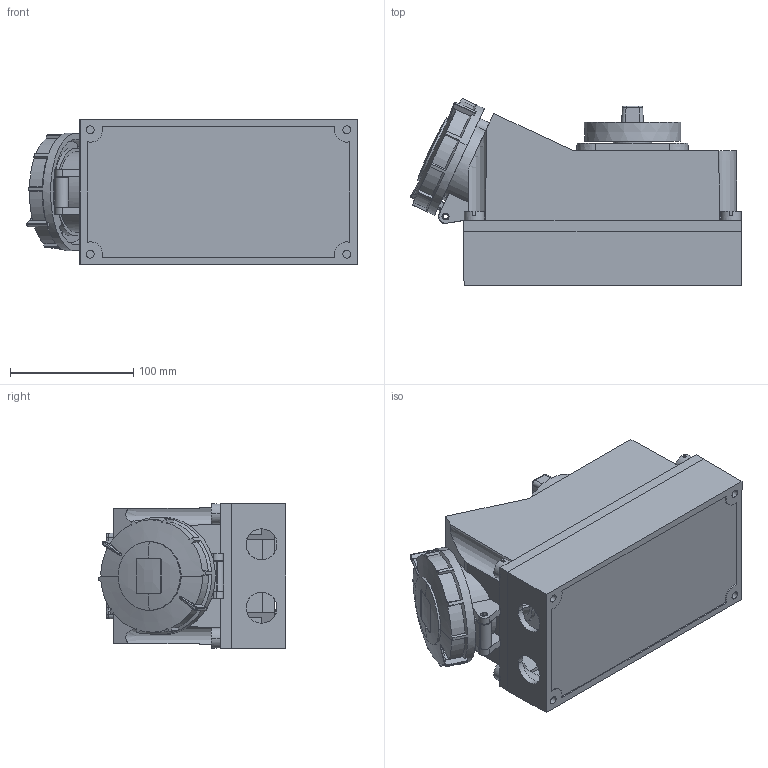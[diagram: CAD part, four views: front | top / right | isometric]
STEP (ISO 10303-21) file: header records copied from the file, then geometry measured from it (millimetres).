
FILE_DESCRIPTION (( 'STEP AP214' ), '1' );
FILE_NAME ('PSR12-032-4-5-67 Ðîçåòêà ñ ìåõ. áëîê. ÑÑÈ-824 32À-6÷ 380Â 3P+PE IP67 IEK.STEP', '2025-01-23T13:35:01', ( '' ), ( '' ), 'SwSTEP 2.0', 'SolidWorks 2022', '' );
FILE_SCHEMA (( 'AUTOMOTIVE_DESIGN' ));
Length unit declared in the file: millimetre
Products named in the file (1): PSR12-032-4-5-67 Розетка с мех. блок. ССИ-824 32А-6ч 380В 3P+PE IP67 IEK
Bounding box: 268.05 x 151.73 x 118 mm (x, y, z)
Volume: 1069406 mm3; surface area: 398221.1 mm2
Topology: 3 solids, 21 shells, 1001 faces, 2677 edges, 1783 vertices
Faces by surface type: plane 501, cylinder 256, bspline 131, cone 78, torus 30, sphere 5
Entity records: 43837 total; most frequent: CARTESIAN_POINT 19680, ORIENTED_EDGE 5340, DIRECTION 4496, EDGE_CURVE 2670, VERTEX_POINT 1780, AXIS2_PLACEMENT_3D 1550, VECTOR 1396, LINE 1396
